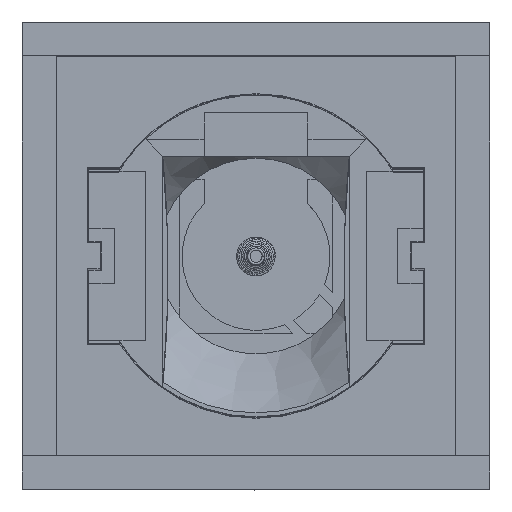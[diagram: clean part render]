
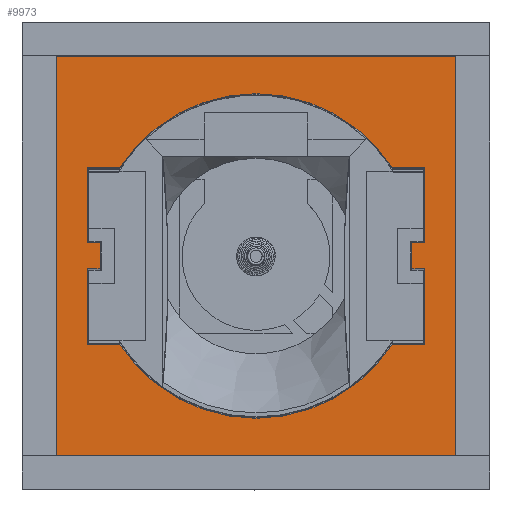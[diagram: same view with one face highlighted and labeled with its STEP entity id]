
A CAD part, top view. The second image highlights one B-rep face of the part: STEP entity #9973.
In plain terms, the highlighted planar face has unit normal (0, 0, 1).
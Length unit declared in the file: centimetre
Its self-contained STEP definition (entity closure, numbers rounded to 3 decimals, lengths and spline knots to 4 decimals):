
#63=FACE_BOUND('',#3584,.T.);
#557=LINE('',#16296,#1638);
#726=LINE('',#16689,#1807);
#728=LINE('',#16693,#1809);
#730=LINE('',#16697,#1811);
#732=LINE('',#16701,#1813);
#734=LINE('',#16705,#1815);
#736=LINE('',#16709,#1817);
#738=LINE('',#16713,#1819);
#741=LINE('',#16721,#1822);
#743=LINE('',#16725,#1824);
#745=LINE('',#16729,#1826);
#747=LINE('',#16733,#1828);
#749=LINE('',#16737,#1830);
#751=LINE('',#16741,#1832);
#753=LINE('',#16744,#1834);
#754=LINE('',#16748,#1835);
#758=LINE('',#16754,#1839);
#759=LINE('',#16756,#1840);
#1638=VECTOR('',#11987,1.);
#1807=VECTOR('',#12338,1.);
#1809=VECTOR('',#12342,1.);
#1811=VECTOR('',#12346,1.);
#1813=VECTOR('',#12350,1.);
#1815=VECTOR('',#12354,1.);
#1817=VECTOR('',#12358,1.);
#1819=VECTOR('',#12362,1.);
#1822=VECTOR('',#12371,1.);
#1824=VECTOR('',#12375,1.);
#1826=VECTOR('',#12379,1.);
#1828=VECTOR('',#12383,1.);
#1830=VECTOR('',#12387,1.);
#1832=VECTOR('',#12391,1.);
#1834=VECTOR('',#12395,1.);
#1835=VECTOR('',#12400,1.);
#1839=VECTOR('',#12406,1.);
#1840=VECTOR('',#12409,1.);
#2510=PLANE('',#10611);
#3025=FACE_OUTER_BOUND('',#3583,.T.);
#3583=EDGE_LOOP('',(#8358,#8359,#8360,#8361));
#3584=EDGE_LOOP('',(#8362,#8363,#8364,#8365,#8366,#8367,#8368,#8369,#8370,
#8371,#8372,#8373,#8374,#8375,#8376,#8377));
#4034=CIRCLE('',#10590,0.625);
#4035=CIRCLE('',#10599,0.625);
#4610=VERTEX_POINT('',#16293);
#4611=VERTEX_POINT('',#16295);
#4742=VERTEX_POINT('',#16682);
#4743=VERTEX_POINT('',#16684);
#4744=VERTEX_POINT('',#16688);
#4745=VERTEX_POINT('',#16692);
#4746=VERTEX_POINT('',#16696);
#4747=VERTEX_POINT('',#16700);
#4748=VERTEX_POINT('',#16704);
#4749=VERTEX_POINT('',#16708);
#4750=VERTEX_POINT('',#16712);
#4751=VERTEX_POINT('',#16716);
#4752=VERTEX_POINT('',#16720);
#4753=VERTEX_POINT('',#16724);
#4754=VERTEX_POINT('',#16728);
#4755=VERTEX_POINT('',#16732);
#4756=VERTEX_POINT('',#16736);
#4757=VERTEX_POINT('',#16740);
#4758=VERTEX_POINT('',#16747);
#4759=VERTEX_POINT('',#16752);
#5806=EDGE_CURVE('',#4611,#4610,#557,.T.);
#5998=EDGE_CURVE('',#4743,#4742,#4034,.T.);
#6000=EDGE_CURVE('',#4744,#4743,#726,.T.);
#6002=EDGE_CURVE('',#4745,#4744,#728,.T.);
#6004=EDGE_CURVE('',#4746,#4745,#730,.T.);
#6006=EDGE_CURVE('',#4747,#4746,#732,.T.);
#6008=EDGE_CURVE('',#4748,#4747,#734,.T.);
#6010=EDGE_CURVE('',#4749,#4748,#736,.T.);
#6012=EDGE_CURVE('',#4750,#4749,#738,.T.);
#6014=EDGE_CURVE('',#4751,#4750,#4035,.T.);
#6016=EDGE_CURVE('',#4752,#4751,#741,.T.);
#6018=EDGE_CURVE('',#4753,#4752,#743,.T.);
#6020=EDGE_CURVE('',#4754,#4753,#745,.T.);
#6022=EDGE_CURVE('',#4755,#4754,#747,.T.);
#6024=EDGE_CURVE('',#4756,#4755,#749,.T.);
#6026=EDGE_CURVE('',#4757,#4756,#751,.T.);
#6028=EDGE_CURVE('',#4742,#4757,#753,.T.);
#6029=EDGE_CURVE('',#4610,#4758,#754,.T.);
#6033=EDGE_CURVE('',#4758,#4759,#758,.T.);
#6034=EDGE_CURVE('',#4759,#4611,#759,.T.);
#8358=ORIENTED_EDGE('',*,*,#6029,.T.);
#8359=ORIENTED_EDGE('',*,*,#6033,.T.);
#8360=ORIENTED_EDGE('',*,*,#6034,.T.);
#8361=ORIENTED_EDGE('',*,*,#5806,.T.);
#8362=ORIENTED_EDGE('',*,*,#5998,.T.);
#8363=ORIENTED_EDGE('',*,*,#6028,.T.);
#8364=ORIENTED_EDGE('',*,*,#6026,.T.);
#8365=ORIENTED_EDGE('',*,*,#6024,.T.);
#8366=ORIENTED_EDGE('',*,*,#6022,.T.);
#8367=ORIENTED_EDGE('',*,*,#6020,.T.);
#8368=ORIENTED_EDGE('',*,*,#6018,.T.);
#8369=ORIENTED_EDGE('',*,*,#6016,.T.);
#8370=ORIENTED_EDGE('',*,*,#6014,.T.);
#8371=ORIENTED_EDGE('',*,*,#6012,.T.);
#8372=ORIENTED_EDGE('',*,*,#6010,.T.);
#8373=ORIENTED_EDGE('',*,*,#6008,.T.);
#8374=ORIENTED_EDGE('',*,*,#6006,.T.);
#8375=ORIENTED_EDGE('',*,*,#6004,.T.);
#8376=ORIENTED_EDGE('',*,*,#6002,.T.);
#8377=ORIENTED_EDGE('',*,*,#6000,.T.);
#9973=ADVANCED_FACE('',(#3025,#63),#2510,.T.);
#10590=AXIS2_PLACEMENT_3D('',#16685,#12333,#12334);
#10599=AXIS2_PLACEMENT_3D('',#16717,#12366,#12367);
#10611=AXIS2_PLACEMENT_3D('',#16760,#12412,#12413);
#11987=DIRECTION('',(0.,-1.,0.));
#12333=DIRECTION('center_axis',(0.,0.,
-1.));
#12334=DIRECTION('ref_axis',(-0.839,-0.544,0.));
#12338=DIRECTION('',(-1.,0.,0.));
#12342=DIRECTION('',(0.,-1.,0.));
#12346=DIRECTION('',(1.,0.,0.));
#12350=DIRECTION('',(0.,-1.,0.));
#12354=DIRECTION('',(-1.,0.,0.));
#12358=DIRECTION('',(0.,-1.,0.));
#12362=DIRECTION('',(1.,0.,0.));
#12366=DIRECTION('center_axis',(0.,0.,
-1.));
#12367=DIRECTION('ref_axis',(0.839,0.544,0.));
#12371=DIRECTION('',(1.,0.,0.));
#12375=DIRECTION('',(0.,1.,0.));
#12379=DIRECTION('',(-1.,0.,0.));
#12383=DIRECTION('',(0.,1.,0.));
#12387=DIRECTION('',(1.,0.,0.));
#12391=DIRECTION('',(0.,1.,0.));
#12395=DIRECTION('',(-1.,0.,0.));
#12400=DIRECTION('',(1.,0.,0.));
#12406=DIRECTION('',(0.,1.,0.));
#12409=DIRECTION('',(-1.,0.,0.));
#12412=DIRECTION('center_axis',(0.,0.,
1.));
#12413=DIRECTION('ref_axis',(1.,0.,0.));
#16293=CARTESIAN_POINT('',(-0.77,-0.77,1.76));
#16295=CARTESIAN_POINT('',(-0.77,0.77,1.76));
#16296=CARTESIAN_POINT('',(-0.77,0.77,1.76));
#16682=CARTESIAN_POINT('',(-0.5244,-0.34,1.76));
#16684=CARTESIAN_POINT('',(0.5244,-0.34,1.76));
#16685=CARTESIAN_POINT('Origin',(0.,0.,
1.76));
#16688=CARTESIAN_POINT('',(0.65,-0.34,1.76));
#16689=CARTESIAN_POINT('',(0.2622,-0.34,1.76));
#16692=CARTESIAN_POINT('',(0.65,-0.05,1.76));
#16693=CARTESIAN_POINT('',(0.65,-0.17,1.76));
#16696=CARTESIAN_POINT('',(0.6,-0.05,1.76));
#16697=CARTESIAN_POINT('',(0.325,-0.05,1.76));
#16700=CARTESIAN_POINT('',(0.6,0.05,1.76));
#16701=CARTESIAN_POINT('',(0.6,-0.025,1.76));
#16704=CARTESIAN_POINT('',(0.65,0.05,1.76));
#16705=CARTESIAN_POINT('',(0.3,0.05,1.76));
#16708=CARTESIAN_POINT('',(0.65,0.34,1.76));
#16709=CARTESIAN_POINT('',(0.65,0.025,1.76));
#16712=CARTESIAN_POINT('',(0.5244,0.34,1.76));
#16713=CARTESIAN_POINT('',(0.325,0.34,1.76));
#16716=CARTESIAN_POINT('',(-0.5244,0.34,1.76));
#16717=CARTESIAN_POINT('Origin',(0.,0.,
1.76));
#16720=CARTESIAN_POINT('',(-0.65,0.34,1.76));
#16721=CARTESIAN_POINT('',(-0.2622,0.34,1.76));
#16724=CARTESIAN_POINT('',(-0.65,0.05,1.76));
#16725=CARTESIAN_POINT('',(-0.65,0.17,1.76));
#16728=CARTESIAN_POINT('',(-0.6,0.05,1.76));
#16729=CARTESIAN_POINT('',(-0.325,0.05,1.76));
#16732=CARTESIAN_POINT('',(-0.6,-0.05,1.76));
#16733=CARTESIAN_POINT('',(-0.6,0.025,1.76));
#16736=CARTESIAN_POINT('',(-0.65,-0.05,1.76));
#16737=CARTESIAN_POINT('',(-0.3,-0.05,1.76));
#16740=CARTESIAN_POINT('',(-0.65,-0.34,1.76));
#16741=CARTESIAN_POINT('',(-0.65,-0.025,1.76));
#16744=CARTESIAN_POINT('',(-0.325,-0.34,1.76));
#16747=CARTESIAN_POINT('',(0.77,-0.77,1.76));
#16748=CARTESIAN_POINT('',(-0.77,-0.77,1.76));
#16752=CARTESIAN_POINT('',(0.77,0.77,1.76));
#16754=CARTESIAN_POINT('',(0.77,-0.77,1.76));
#16756=CARTESIAN_POINT('',(0.77,0.77,1.76));
#16760=CARTESIAN_POINT('Origin',(0.,0.,
1.76));
